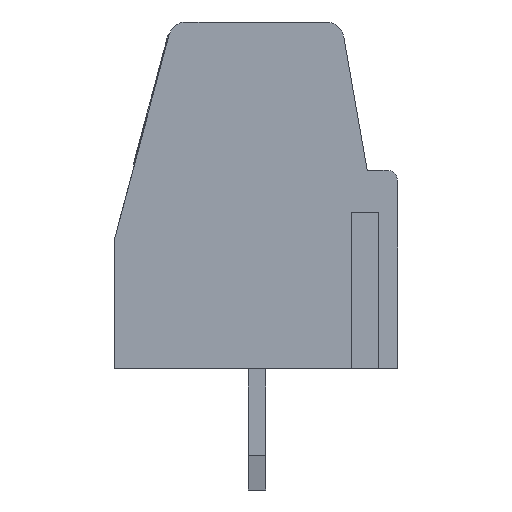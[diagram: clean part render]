
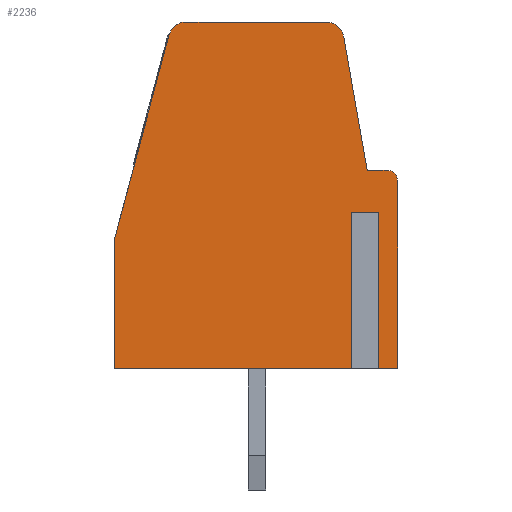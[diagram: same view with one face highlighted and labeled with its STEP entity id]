
A CAD part, left-side view. The second image highlights one B-rep face of the part: STEP entity #2236.
In plain terms, the highlighted planar face has unit normal (-1, 0, 0).
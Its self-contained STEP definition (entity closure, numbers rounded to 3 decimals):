
#2236=ADVANCED_FACE('',(#4422),#4423,.T.);
#4422=FACE_OUTER_BOUND('',#6993,.T.);
#4423=PLANE('',#6994);
#6993=EDGE_LOOP('',(#12323,#12324,#12325,#12326,#12327,#12328,#12329,#12330,#12331,#12332,#12333,#12334,#12335,#12336));
#6994=AXIS2_PLACEMENT_3D('',#12337,#12338,#12339);
#12323=ORIENTED_EDGE('',*,*,#14087,.T.);
#12324=ORIENTED_EDGE('',*,*,#14110,.T.);
#12325=ORIENTED_EDGE('',*,*,#14013,.T.);
#12326=ORIENTED_EDGE('',*,*,#14066,.F.);
#12327=ORIENTED_EDGE('',*,*,#14083,.F.);
#12328=ORIENTED_EDGE('',*,*,#13896,.F.);
#12329=ORIENTED_EDGE('',*,*,#13905,.F.);
#12330=ORIENTED_EDGE('',*,*,#13908,.T.);
#12331=ORIENTED_EDGE('',*,*,#13911,.F.);
#12332=ORIENTED_EDGE('',*,*,#13914,.T.);
#12333=ORIENTED_EDGE('',*,*,#14021,.T.);
#12334=ORIENTED_EDGE('',*,*,#13919,.T.);
#12335=ORIENTED_EDGE('',*,*,#14116,.T.);
#12336=ORIENTED_EDGE('',*,*,#13873,.T.);
#12337=CARTESIAN_POINT('',(0.,-30.43,-15.509));
#12338=DIRECTION('',(-1.0,0.,0.));
#12339=DIRECTION('',(0.,0.0,1.0));
#13873=EDGE_CURVE('',#16352,#16350,#16353,.T.);
#13896=EDGE_CURVE('',#16386,#16384,#16388,.T.);
#13905=EDGE_CURVE('',#16401,#16386,#16403,.T.);
#13908=EDGE_CURVE('',#16401,#16405,#16407,.T.);
#13911=EDGE_CURVE('',#16409,#16405,#16411,.T.);
#13914=EDGE_CURVE('',#16409,#16413,#16415,.T.);
#13919=EDGE_CURVE('',#16417,#16420,#16422,.T.);
#14013=EDGE_CURVE('',#16557,#16554,#16558,.T.);
#14021=EDGE_CURVE('',#16413,#16417,#16571,.T.);
#14066=EDGE_CURVE('',#16634,#16554,#16636,.T.);
#14083=EDGE_CURVE('',#16384,#16634,#16656,.T.);
#14087=EDGE_CURVE('',#16350,#16660,#16662,.T.);
#14110=EDGE_CURVE('',#16660,#16557,#16690,.T.);
#14116=EDGE_CURVE('',#16420,#16352,#16696,.T.);
#16350=VERTEX_POINT('',#20034);
#16352=VERTEX_POINT('',#20037);
#16353=LINE('',#20038,#20039);
#16384=VERTEX_POINT('',#20084);
#16386=VERTEX_POINT('',#20087);
#16388=LINE('',#20090,#20091);
#16401=VERTEX_POINT('',#20110);
#16403=CIRCLE('',#20113,0.3);
#16405=VERTEX_POINT('',#20115);
#16407=LINE('',#20118,#20119);
#16409=VERTEX_POINT('',#20121);
#16411=LINE('',#20124,#20125);
#16413=VERTEX_POINT('',#20127);
#16415=CIRCLE('',#20130,0.5);
#16417=VERTEX_POINT('',#20132);
#16420=VERTEX_POINT('',#20137);
#16422=CIRCLE('',#20140,0.5);
#16554=VERTEX_POINT('',#20333);
#16557=VERTEX_POINT('',#20337);
#16558=LINE('',#20338,#20339);
#16571=LINE('',#20358,#20359);
#16634=VERTEX_POINT('',#20450);
#16636=LINE('',#20453,#20454);
#16656=LINE('',#20483,#20484);
#16660=VERTEX_POINT('',#20490);
#16662=LINE('',#20493,#20494);
#16690=LINE('',#20536,#20537);
#16696=LINE('',#20545,#20546);
#20034=CARTESIAN_POINT('',(0.,8.15,0.));
#20037=CARTESIAN_POINT('',(0.,8.15,3.719));
#20038=CARTESIAN_POINT('',(0.,8.15,3.719));
#20039=VECTOR('',#21804,1.0);
#20084=CARTESIAN_POINT('',(0.,0.,0.));
#20087=CARTESIAN_POINT('',(0.,0.,5.4));
#20090=CARTESIAN_POINT('',(0.,0.,3.926));
#20091=VECTOR('',#21824,1.0);
#20110=CARTESIAN_POINT('',(0.,0.3,5.7));
#20113=AXIS2_PLACEMENT_3D('',#21832,#21833,#21834);
#20115=CARTESIAN_POINT('',(0.,0.872,5.7));
#20118=CARTESIAN_POINT('',(0.,0.,5.7));
#20119=VECTOR('',#21836,1.0);
#20121=CARTESIAN_POINT('',(0.,1.552,9.557));
#20124=CARTESIAN_POINT('',(0.,1.625,9.97));
#20125=VECTOR('',#21838,1.0);
#20127=CARTESIAN_POINT('',(0.,2.045,9.97));
#20130=AXIS2_PLACEMENT_3D('',#21840,#21841,#21842);
#20132=CARTESIAN_POINT('',(0.,6.091,9.97));
#20137=CARTESIAN_POINT('',(0.,6.574,9.599));
#20140=AXIS2_PLACEMENT_3D('',#21846,#21847,#21848);
#20333=CARTESIAN_POINT('',(0.,0.723,4.5));
#20337=CARTESIAN_POINT('',(0.,1.137,4.5));
#20338=CARTESIAN_POINT('',(0.,4.239,4.5));
#20339=VECTOR('',#21926,1.0);
#20358=CARTESIAN_POINT('',(0.,1.625,9.97));
#20359=VECTOR('',#21933,1.0);
#20450=CARTESIAN_POINT('',(0.,0.723,0.));
#20453=CARTESIAN_POINT('',(0.,0.723,3.926));
#20454=VECTOR('',#21975,1.0);
#20483=CARTESIAN_POINT('',(0.,0.,0.));
#20484=VECTOR('',#21988,1.0);
#20490=CARTESIAN_POINT('',(0.,1.137,0.));
#20493=CARTESIAN_POINT('',(0.,8.337,0.));
#20494=VECTOR('',#21992,1.0);
#20536=CARTESIAN_POINT('',(0.,1.137,3.926));
#20537=VECTOR('',#22007,1.0);
#20545=CARTESIAN_POINT('',(0.,6.475,9.97));
#20546=VECTOR('',#22010,1.0);
#21804=DIRECTION('',(0.,0.,-1.0));
#21824=DIRECTION('',(0.,0.,-1.0));
#21832=CARTESIAN_POINT('',(0.,0.3,5.4));
#21833=DIRECTION('',(1.0,0.,0.));
#21834=DIRECTION('',(0.,1.0,0.));
#21836=DIRECTION('',(0.,1.0,0.));
#21838=DIRECTION('',(0.,-0.174,-0.985));
#21840=CARTESIAN_POINT('',(0.,2.045,9.47));
#21841=DIRECTION('',(-1.0,0.,0.));
#21842=DIRECTION('',(0.,-1.0,0.));
#21846=CARTESIAN_POINT('',(0.,6.091,9.47));
#21847=DIRECTION('',(-1.0,0.,0.));
#21848=DIRECTION('',(0.,-1.0,0.));
#21926=DIRECTION('',(0.,-1.0,0.));
#21933=DIRECTION('',(0.,1.0,0.));
#21975=DIRECTION('',(0.,0.,1.0));
#21988=DIRECTION('',(0.,1.0,0.));
#21992=DIRECTION('',(0.,-1.0,0.));
#22007=DIRECTION('',(0.,0.,1.0));
#22010=DIRECTION('',(0.,0.259,-0.966));
